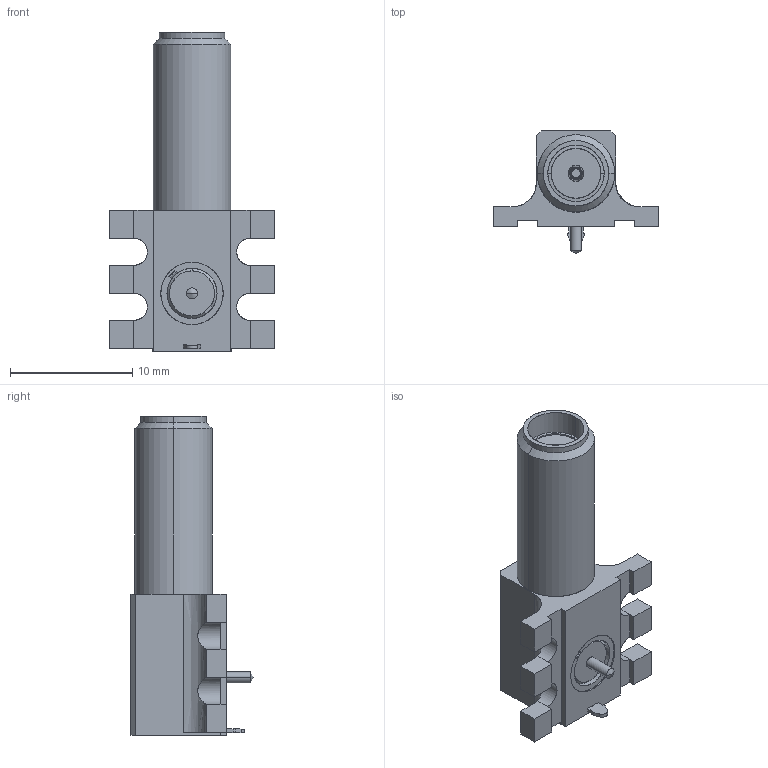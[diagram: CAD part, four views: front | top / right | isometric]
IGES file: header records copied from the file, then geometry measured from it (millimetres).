
Start section: SolidWorks IGES file using analytic representation for surfaces
Global section: file name: R124..682.833.IGS; native system: SolidWorks 2006 by SolidWorks Corporation; preprocessor: SolidWorks 2006 by SolidWorks Corporation; author: BERGER_C; date: 080704.085301; units: millimetre
Bounding box: 13.5 x 10 x 26.13 mm (x, y, z)
Surface area: 1030.7 mm2 (no closed solid volume)
Topology: 0 solids, 0 shells, 154 faces, 1434 edges, 1432 vertices
Faces by surface type: bspline 85, revolution 69
